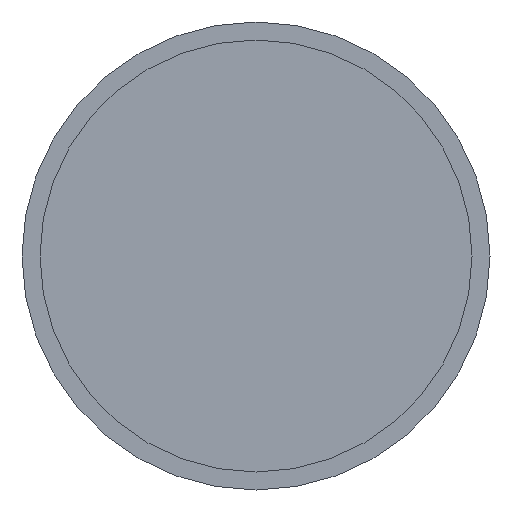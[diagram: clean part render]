
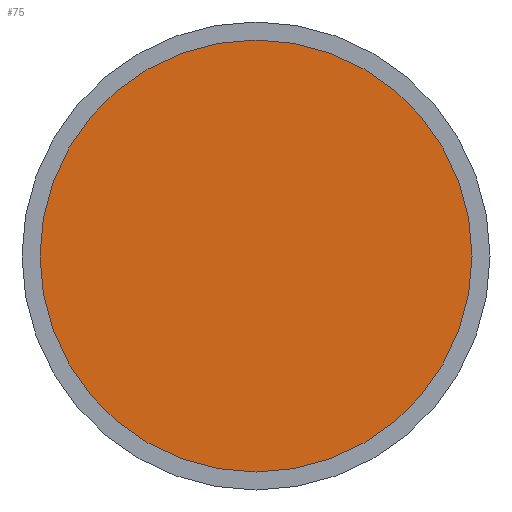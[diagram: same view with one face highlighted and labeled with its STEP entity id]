
A CAD part, front view. The second image highlights one B-rep face of the part: STEP entity #75.
In plain terms, the highlighted planar face has unit normal (0, -1, 0).
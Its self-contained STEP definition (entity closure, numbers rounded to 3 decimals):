
#75 = ADVANCED_FACE( '', ( #158 ), #159, .F. );
#158 = FACE_OUTER_BOUND( '', #275, .T. );
#159 = PLANE( '', #276 );
#275 = EDGE_LOOP( '', ( #404 ) );
#276 = AXIS2_PLACEMENT_3D( '', #405, #406, #407 );
#404 = ORIENTED_EDGE( '', *, *, #472, .T. );
#405 = CARTESIAN_POINT( '', ( 30., -3., 0. ) );
#406 = DIRECTION( '', ( 0., 1., 0. ) );
#407 = DIRECTION( '', ( 0., 0., 1. ) );
#472 = EDGE_CURVE( '', #542, #542, #543, .T. );
#542 = VERTEX_POINT( '', #636 );
#543 = CIRCLE( '', #637, 30. );
#636 = CARTESIAN_POINT( '', ( 0., -3., -30. ) );
#637 = AXIS2_PLACEMENT_3D( '', #699, #700, #701 );
#699 = CARTESIAN_POINT( '', ( 0., -3., 0. ) );
#700 = DIRECTION( '', ( 0., -1., 0. ) );
#701 = DIRECTION( '', ( 0., 0., -1. ) );
